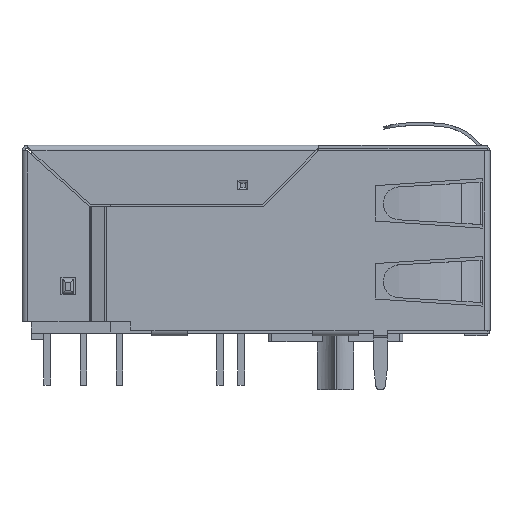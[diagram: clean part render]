
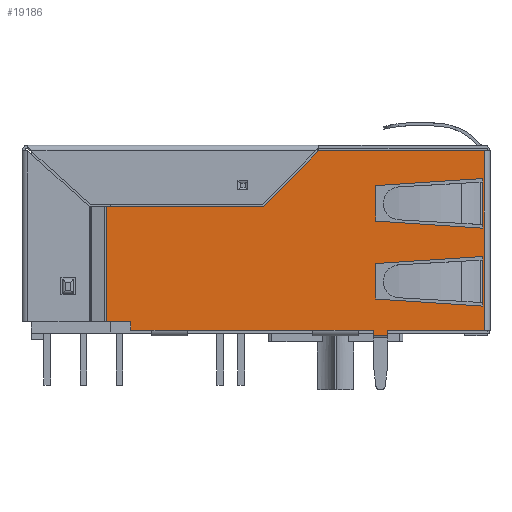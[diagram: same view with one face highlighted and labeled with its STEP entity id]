
A CAD part, left-side view. The second image highlights one B-rep face of the part: STEP entity #19186.
In plain terms, the highlighted planar face has unit normal (-1, 0, 0).
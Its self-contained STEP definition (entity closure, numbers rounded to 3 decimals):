
#1742=ORIENTED_EDGE('',*,*,#5470,.T.);
#1743=ORIENTED_EDGE('',*,*,#5473,.T.);
#1744=ORIENTED_EDGE('',*,*,#5447,.F.);
#1745=ORIENTED_EDGE('',*,*,#5474,.F.);
#1746=ORIENTED_EDGE('',*,*,#5475,.T.);
#1747=ORIENTED_EDGE('',*,*,#5476,.T.);
#1748=ORIENTED_EDGE('',*,*,#5477,.T.);
#1749=ORIENTED_EDGE('',*,*,#5478,.T.);
#1750=ORIENTED_EDGE('',*,*,#5479,.T.);
#1751=ORIENTED_EDGE('',*,*,#5480,.T.);
#1752=ORIENTED_EDGE('',*,*,#5481,.T.);
#1753=ORIENTED_EDGE('',*,*,#5482,.T.);
#1754=ORIENTED_EDGE('',*,*,#5483,.T.);
#1755=ORIENTED_EDGE('',*,*,#5484,.T.);
#1756=ORIENTED_EDGE('',*,*,#5485,.T.);
#1757=ORIENTED_EDGE('',*,*,#5486,.T.);
#1758=ORIENTED_EDGE('',*,*,#5487,.T.);
#1759=ORIENTED_EDGE('',*,*,#5488,.T.);
#1760=ORIENTED_EDGE('',*,*,#5489,.T.);
#1761=ORIENTED_EDGE('',*,*,#5490,.T.);
#1762=ORIENTED_EDGE('',*,*,#5491,.F.);
#1763=ORIENTED_EDGE('',*,*,#5492,.T.);
#1764=ORIENTED_EDGE('',*,*,#5493,.T.);
#1765=ORIENTED_EDGE('',*,*,#5494,.T.);
#1766=ORIENTED_EDGE('',*,*,#5495,.T.);
#1767=ORIENTED_EDGE('',*,*,#5496,.T.);
#1768=ORIENTED_EDGE('',*,*,#5497,.T.);
#1769=ORIENTED_EDGE('',*,*,#5498,.T.);
#5447=EDGE_CURVE('',#7328,#7329,#8576,.T.);
#5470=EDGE_CURVE('',#7352,#7351,#8591,.T.);
#5473=EDGE_CURVE('',#7351,#7329,#8594,.T.);
#5474=EDGE_CURVE('',#7354,#7328,#8595,.T.);
#5475=EDGE_CURVE('',#7354,#7355,#8596,.T.);
#5476=EDGE_CURVE('',#7355,#7356,#8597,.T.);
#5477=EDGE_CURVE('',#7356,#7357,#8598,.T.);
#5478=EDGE_CURVE('',#7357,#7358,#8599,.T.);
#5479=EDGE_CURVE('',#7358,#7359,#8600,.T.);
#5480=EDGE_CURVE('',#7359,#7360,#8601,.T.);
#5481=EDGE_CURVE('',#7360,#7361,#8602,.T.);
#5482=EDGE_CURVE('',#7361,#7362,#8603,.T.);
#5483=EDGE_CURVE('',#7362,#7363,#8604,.T.);
#5484=EDGE_CURVE('',#7363,#7364,#8605,.T.);
#5485=EDGE_CURVE('',#7364,#7365,#8606,.T.);
#5486=EDGE_CURVE('',#7365,#7352,#8607,.T.);
#5487=EDGE_CURVE('',#7366,#7367,#8608,.T.);
#5488=EDGE_CURVE('',#7367,#7368,#8609,.T.);
#5489=EDGE_CURVE('',#7368,#7369,#8610,.T.);
#5490=EDGE_CURVE('',#7369,#7370,#8611,.T.);
#5491=EDGE_CURVE('',#7371,#7370,#8612,.T.);
#5492=EDGE_CURVE('',#7371,#7366,#8613,.T.);
#5493=EDGE_CURVE('',#7372,#7373,#8614,.T.);
#5494=EDGE_CURVE('',#7373,#7374,#8615,.T.);
#5495=EDGE_CURVE('',#7374,#7375,#8616,.T.);
#5496=EDGE_CURVE('',#7375,#7376,#8617,.T.);
#5497=EDGE_CURVE('',#7376,#7377,#8618,.T.);
#5498=EDGE_CURVE('',#7377,#7372,#8619,.T.);
#7328=VERTEX_POINT('',#26206);
#7329=VERTEX_POINT('',#26207);
#7351=VERTEX_POINT('',#26252);
#7352=VERTEX_POINT('',#26254);
#7354=VERTEX_POINT('',#26261);
#7355=VERTEX_POINT('',#26263);
#7356=VERTEX_POINT('',#26265);
#7357=VERTEX_POINT('',#26267);
#7358=VERTEX_POINT('',#26269);
#7359=VERTEX_POINT('',#26271);
#7360=VERTEX_POINT('',#26273);
#7361=VERTEX_POINT('',#26275);
#7362=VERTEX_POINT('',#26277);
#7363=VERTEX_POINT('',#26279);
#7364=VERTEX_POINT('',#26281);
#7365=VERTEX_POINT('',#26283);
#7366=VERTEX_POINT('',#26286);
#7367=VERTEX_POINT('',#26287);
#7368=VERTEX_POINT('',#26289);
#7369=VERTEX_POINT('',#26291);
#7370=VERTEX_POINT('',#26293);
#7371=VERTEX_POINT('',#26295);
#7372=VERTEX_POINT('',#26298);
#7373=VERTEX_POINT('',#26299);
#7374=VERTEX_POINT('',#26301);
#7375=VERTEX_POINT('',#26303);
#7376=VERTEX_POINT('',#26305);
#7377=VERTEX_POINT('',#26307);
#8576=LINE('',#26205,#10137);
#8591=LINE('',#26253,#10152);
#8594=LINE('',#26259,#10155);
#8595=LINE('',#26260,#10156);
#8596=LINE('',#26262,#10157);
#8597=LINE('',#26264,#10158);
#8598=LINE('',#26266,#10159);
#8599=LINE('',#26268,#10160);
#8600=LINE('',#26270,#10161);
#8601=LINE('',#26272,#10162);
#8602=LINE('',#26274,#10163);
#8603=LINE('',#26276,#10164);
#8604=LINE('',#26278,#10165);
#8605=LINE('',#26280,#10166);
#8606=LINE('',#26282,#10167);
#8607=LINE('',#26284,#10168);
#8608=LINE('',#26285,#10169);
#8609=LINE('',#26288,#10170);
#8610=LINE('',#26290,#10171);
#8611=LINE('',#26292,#10172);
#8612=LINE('',#26294,#10173);
#8613=LINE('',#26296,#10174);
#8614=LINE('',#26297,#10175);
#8615=LINE('',#26300,#10176);
#8616=LINE('',#26302,#10177);
#8617=LINE('',#26304,#10178);
#8618=LINE('',#26306,#10179);
#8619=LINE('',#26308,#10180);
#10137=VECTOR('',#21898,1000.);
#10152=VECTOR('',#21931,1000.);
#10155=VECTOR('',#21936,1000.);
#10156=VECTOR('',#21937,1000.);
#10157=VECTOR('',#21938,1000.);
#10158=VECTOR('',#21939,1000.);
#10159=VECTOR('',#21940,1000.);
#10160=VECTOR('',#21941,1000.);
#10161=VECTOR('',#21942,1000.);
#10162=VECTOR('',#21943,1000.);
#10163=VECTOR('',#21944,1000.);
#10164=VECTOR('',#21945,1000.);
#10165=VECTOR('',#21946,1000.);
#10166=VECTOR('',#21947,1000.);
#10167=VECTOR('',#21948,1000.);
#10168=VECTOR('',#21949,1000.);
#10169=VECTOR('',#21950,1000.);
#10170=VECTOR('',#21951,1000.);
#10171=VECTOR('',#21952,1000.);
#10172=VECTOR('',#21953,1000.);
#10173=VECTOR('',#21954,1000.);
#10174=VECTOR('',#21955,1000.);
#10175=VECTOR('',#21956,1000.);
#10176=VECTOR('',#21957,1000.);
#10177=VECTOR('',#21958,1000.);
#10178=VECTOR('',#21959,1000.);
#10179=VECTOR('',#21960,1000.);
#10180=VECTOR('',#21961,1000.);
#11471=EDGE_LOOP('',(#1742,#1743,#1744,#1745,#1746,#1747,#1748,#1749,#1750,
#1751,#1752,#1753,#1754,#1755,#1756,#1757));
#11472=EDGE_LOOP('',(#1758,#1759,#1760,#1761,#1762,#1763));
#11473=EDGE_LOOP('',(#1764,#1765,#1766,#1767,#1768,#1769));
#12322=FACE_BOUND('',#11471,.T.);
#12323=FACE_BOUND('',#11472,.T.);
#12324=FACE_BOUND('',#11473,.T.);
#13078=PLANE('',#20114);
#19186=ADVANCED_FACE('',(#12322,#12323,#12324),#13078,.T.);
#20114=AXIS2_PLACEMENT_3D('',#26258,#21934,#21935);
#21898=DIRECTION('',(0.,0.,-1.));
#21931=DIRECTION('',(0.,0.,-1.));
#21934=DIRECTION('',(-1.,0.,0.));
#21935=DIRECTION('',(0.,0.,1.));
#21936=DIRECTION('',(0.,-1.,0.));
#21937=DIRECTION('',(0.,1.,0.));
#21938=DIRECTION('',(0.,0.,1.));
#21939=DIRECTION('',(0.,0.,1.));
#21940=DIRECTION('',(0.,0.,1.));
#21941=DIRECTION('',(0.,0.,1.));
#21942=DIRECTION('',(0.,0.,1.));
#21943=DIRECTION('',(0.,-1.,0.));
#21944=DIRECTION('',(0.,0.,1.));
#21945=DIRECTION('',(0.,1.,0.));
#21946=DIRECTION('',(0.,0.,1.));
#21947=DIRECTION('',(0.,1.,0.));
#21948=DIRECTION('',(0.,0.,-1.));
#21949=DIRECTION('',(0.,-0.707,-0.707));
#21950=DIRECTION('',(0.,0.066,-0.998));
#21951=DIRECTION('',(0.,1.,0.));
#21952=DIRECTION('',(0.,0.066,0.998));
#21953=DIRECTION('',(0.,-1.,0.));
#21954=DIRECTION('',(0.,1.,0.));
#21955=DIRECTION('',(0.,-1.,0.));
#21956=DIRECTION('',(0.,0.066,-0.998));
#21957=DIRECTION('',(0.,1.,0.));
#21958=DIRECTION('',(0.,0.066,0.998));
#21959=DIRECTION('',(0.,-1.,0.));
#21960=DIRECTION('',(0.,-1.,0.));
#21961=DIRECTION('',(0.,-1.,0.));
#26205=CARTESIAN_POINT('',(-8.275,-5.725,-9.075));
#26206=CARTESIAN_POINT('',(-8.275,-5.725,-9.075));
#26207=CARTESIAN_POINT('',(-8.275,-5.725,-10.784));
#26252=CARTESIAN_POINT('',(-8.275,2.395,-10.784));
#26253=CARTESIAN_POINT('',(-8.275,2.395,0.275));
#26254=CARTESIAN_POINT('',(-8.275,2.395,0.275));
#26258=CARTESIAN_POINT('',(-8.275,-6.725,-0.235));
#26259=CARTESIAN_POINT('',(-8.275,2.395,-10.784));
#26260=CARTESIAN_POINT('',(-8.275,-6.325,-9.075));
#26261=CARTESIAN_POINT('',(-8.275,-6.325,-9.075));
#26262=CARTESIAN_POINT('',(-8.275,-6.325,16.084));
#26263=CARTESIAN_POINT('',(-8.275,-6.325,-7.575));
#26264=CARTESIAN_POINT('',(-8.275,-6.325,-7.575));
#26265=CARTESIAN_POINT('',(-8.275,-6.325,-5.075));
#26266=CARTESIAN_POINT('',(-8.275,-6.325,16.084));
#26267=CARTESIAN_POINT('',(-8.275,-6.325,3.775));
#26268=CARTESIAN_POINT('',(-8.275,-6.325,3.775));
#26269=CARTESIAN_POINT('',(-8.275,-6.325,6.975));
#26270=CARTESIAN_POINT('',(-8.275,-6.325,16.084));
#26271=CARTESIAN_POINT('',(-8.275,-6.325,8.055));
#26272=CARTESIAN_POINT('',(-8.275,-6.325,8.055));
#26273=CARTESIAN_POINT('',(-8.275,-6.701,8.055));
#26274=CARTESIAN_POINT('',(-8.275,-6.701,9.055));
#26275=CARTESIAN_POINT('',(-8.275,-6.701,9.055));
#26276=CARTESIAN_POINT('',(-8.275,-8.825,9.055));
#26277=CARTESIAN_POINT('',(-8.275,-6.325,9.055));
#26278=CARTESIAN_POINT('',(-8.275,-6.325,16.084));
#26279=CARTESIAN_POINT('',(-8.275,-6.325,15.875));
#26280=CARTESIAN_POINT('',(-8.275,-6.325,15.875));
#26281=CARTESIAN_POINT('',(-8.275,6.325,15.875));
#26282=CARTESIAN_POINT('',(-8.275,6.325,16.084));
#26283=CARTESIAN_POINT('',(-8.275,6.325,4.205));
#26284=CARTESIAN_POINT('',(-8.275,6.325,4.205));
#26285=CARTESIAN_POINT('',(-8.275,0.875,15.775));
#26286=CARTESIAN_POINT('',(-8.275,0.875,15.775));
#26287=CARTESIAN_POINT('',(-8.275,1.375,8.225));
#26288=CARTESIAN_POINT('',(-8.275,1.375,8.225));
#26289=CARTESIAN_POINT('',(-8.275,3.875,8.225));
#26290=CARTESIAN_POINT('',(-8.275,3.875,8.225));
#26291=CARTESIAN_POINT('',(-8.275,4.375,15.775));
#26292=CARTESIAN_POINT('',(-8.275,4.375,15.775));
#26293=CARTESIAN_POINT('',(-8.275,4.125,15.775));
#26294=CARTESIAN_POINT('',(-8.275,1.125,15.775));
#26295=CARTESIAN_POINT('',(-8.275,1.125,15.775));
#26296=CARTESIAN_POINT('',(-8.275,4.375,15.775));
#26297=CARTESIAN_POINT('',(-8.275,-4.625,15.775));
#26298=CARTESIAN_POINT('',(-8.275,-4.625,15.775));
#26299=CARTESIAN_POINT('',(-8.275,-4.125,8.225));
#26300=CARTESIAN_POINT('',(-8.275,-4.125,8.225));
#26301=CARTESIAN_POINT('',(-8.275,-1.625,8.225));
#26302=CARTESIAN_POINT('',(-8.275,-1.625,8.225));
#26303=CARTESIAN_POINT('',(-8.275,-1.125,15.775));
#26304=CARTESIAN_POINT('',(-8.275,-1.125,15.775));
#26305=CARTESIAN_POINT('',(-8.275,-1.375,15.775));
#26306=CARTESIAN_POINT('',(-8.275,-1.375,15.775));
#26307=CARTESIAN_POINT('',(-8.275,-4.375,15.775));
#26308=CARTESIAN_POINT('',(-8.275,-1.125,15.775));
